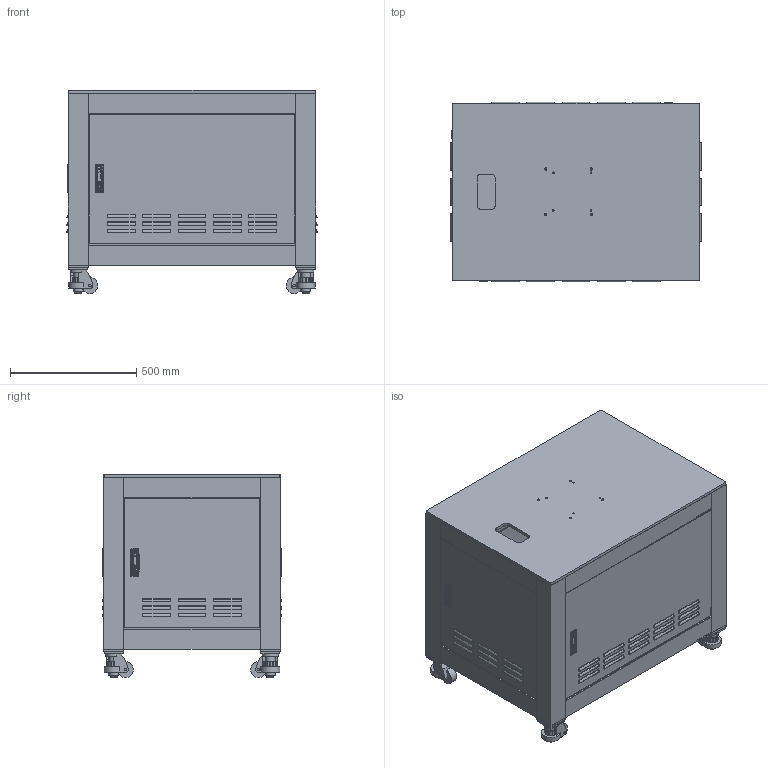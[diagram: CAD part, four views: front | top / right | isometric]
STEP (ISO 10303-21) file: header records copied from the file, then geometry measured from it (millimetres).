
FILE_DESCRIPTION(/* description */ (''),/* implementation_level */ '2;1');
FILE_NAME(/* name */ 'RA605Z3FDA2.stp',/* time_stamp */ '2017-12-25T11:04:50+08:00',/* author */ ('b9803206'),/* organization */ (''),/* preprocessor_version */ 'ST-DEVELOPER v15.6',/* originating_system */ 'Autodesk Inventor 2015',/* authorisation */ '');
FILE_SCHEMA (('AUTOMOTIVE_DESIGN { 1 0 10303 214 3 1 1 }'));
Products named in the file (28): AC-600F_new; 80x80xt4xL680_new; 80x80xt4xL1040_new; 80x80xt4xL940_new; 100x100xT10三角板_new; 80x80xT10腳板_new; JIS G 3466 - 40 x 40 x 2.3 - 1340_new; 管框組合980x700; 1500x1200桌底板_new; 桌面板_new; 右門_820X515_A2; 前門_540X515_A2; 固定門_540x520; 按壓平面把手外殼_SNA-281-3; 按壓平面把手鎖頭_SNA-281-3; 按壓平面把手_SNA-281-3_4; 按壓平面把手_SNA-281-3_5; 按壓平面把手_SNA-281-3_M6x8s; 按壓平面把手_SNA-281-3; 右門_820x515_A2; A-281-3-ힾ�Ʃ; A-281-3-ힾ�ힾ�; àힾ�-ힾ�; ힿ�ힾ�ힾ�ힿ�ힾ�; M6x8sힿ�; A-281-3; 前門_540x515_A2; RA605Z3FDA2
Assembly tree (51 placements, depth 4):
  RA605Z3FDA2
    AC-600F_new  x4
    管框組合980x700
      80x80xt4xL680_new  x4
      80x80xt4xL1040_new  x4
      80x80xt4xL940_new  x4
      100x100xT10三角板_new  x8
      80x80xT10腳板_new  x4
      JIS G 3466 - 40 x 40 x 2.3 - 1340_new  x2
    1500x1200桌底板_new
    桌面板_new
    右門_820x515_A2  x2
      右門_820X515_A2
      按壓平面把手_SNA-281-3
        按壓平面把手外殼_SNA-281-3
        按壓平面把手鎖頭_SNA-281-3
        按壓平面把手_SNA-281-3_4
        按壓平面把手_SNA-281-3_5
        按壓平面把手_SNA-281-3_M6x8s
    前門_540x515_A2
      前門_540X515_A2
      A-281-3
        A-281-3-ힾ�Ʃ
        A-281-3-ힾ�ힾ�
        àힾ�-ힾ�
        ힿ�ힾ�ힾ�ힿ�ힾ�
        M6x8sힿ�
    固定門_540x520
Bounding box: 990.41 x 710.41 x 803.95 mm (x, y, z)
Volume: 27092520.9 mm3; surface area: 11819362.1 mm2
Topology: 36 solids, 3084 shells, 4317 faces, 19598 edges, 18346 vertices
Faces by surface type: plane 2389, bspline 1276, cylinder 515, torus 93, sphere 31, cone 13
Full cylindrical faces by diameter (mm): 6.647 x10, 8.376 x4, 9.68 x8, 15 x4, 38 x4
Entity records: 199173 total; most frequent: CARTESIAN_POINT 106226, DIRECTION 14114, ORIENTED_EDGE 13882, EDGE_CURVE 12312, VERTEX_POINT 11748, LINE 7334, VECTOR 7334, B_SPLINE_CURVE_WITH_KNOTS 3446
